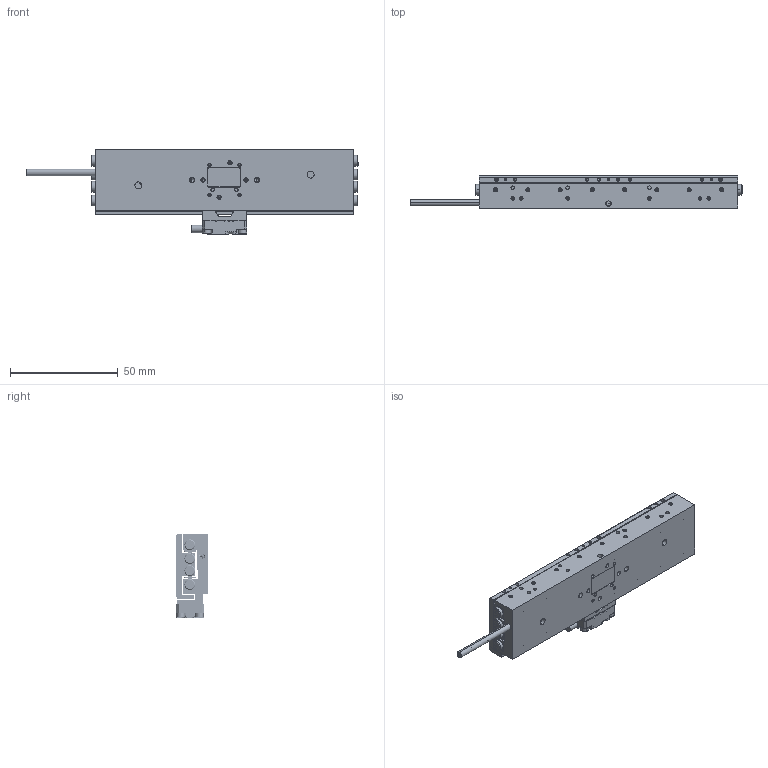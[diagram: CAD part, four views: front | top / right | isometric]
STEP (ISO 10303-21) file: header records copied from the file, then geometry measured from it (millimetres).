
FILE_DESCRIPTION (( 'STEP AP214' ), '1' );
FILE_NAME ('PPS-28-142X0.STEP', '2023-08-07T21:15:56', ( '' ), ( '' ), 'SwSTEP 2.0', 'SolidWorks 2023', '' );
FILE_SCHEMA (( 'AUTOMOTIVE_DESIGN' ));
Length unit declared in the file: millimetre
Products named in the file (19): PPS-28-142X0; NB Slide Way SVW 2000 Cage_SVW 2120-21Z; 431420 PPS-20, Encoder Bracket, Renishaw Atom, RKLF, Tape Scale; 430438 PPS 28, Back Cover, NJ8x13; PPS-20, Scale Bracket, Renishaw Atom, RCLC, RKLF, Master Part_120mm; SCREW, MS-PPH, M-JCIS_M1.6 x 0.35 x 4mm; NB Slide Way SVW 2000 Center Way_SVW 2120; Cooner Black Cable_First Instance; Dowel Pin, M-DIN_M01 x 004; 110212 Encoder Head, Renishaw Atom, Atmospheric_Demo; 130161 Bearing, NB, Slide Way, SVW 2000_SVW 2120-21Z (Rigid at Center); NB Slide Way SVW 2000 Rail_SVW 2120; SCREW, SHCS-F, M-DIN_M3 x 0.5 x 06mm; Screw, SHCS-S, M-DIN._M1.6 x 0.35 x 06mm; SCREW, MS-PPH, M-JCIS_M2.5 x 0.45 x 6mm; PPS-28, Base, Master Part_L120mm, 2 Motors, No Ears ; SCREW, SHCS-S, M-DIN_M2 x 0.4 x 06mm; Set Screw, Cup-H, E-ASME_E1-72 x 1''16; PPS-28, Carriage, Master Part_120
Assembly tree (56 placements, depth 3):
  PPS-28-142X0
    PPS-28, Base, Master Part_L120mm, 2 Motors, No Ears 
    430438 PPS 28, Back Cover, NJ8x13
    Cooner Black Cable_First Instance
    PPS-28, Carriage, Master Part_120
    SCREW, SHCS-F, M-DIN_M3 x 0.5 x 06mm  x8
    130161 Bearing, NB, Slide Way, SVW 2000_SVW 2120-21Z (Rigid at Center)
      NB Slide Way SVW 2000 Rail_SVW 2120  x2
      NB Slide Way SVW 2000 Center Way_SVW 2120
      NB Slide Way SVW 2000 Cage_SVW 2120-21Z  x2
    SCREW, MS-PPH, M-JCIS_M2.5 x 0.45 x 6mm  x16
    Set Screw, Cup-H, E-ASME_E1-72 x 1''16  x8
    110212 Encoder Head, Renishaw Atom, Atmospheric_Demo
    431420 PPS-20, Encoder Bracket, Renishaw Atom, RKLF, Tape Scale
    PPS-20, Scale Bracket, Renishaw Atom, RCLC, RKLF, Master Part_120mm
    Dowel Pin, M-DIN_M01 x 004  x2
    Screw, SHCS-S, M-DIN._M1.6 x 0.35 x 06mm  x2
    SCREW, MS-PPH, M-JCIS_M1.6 x 0.35 x 4mm  x4
    SCREW, SHCS-S, M-DIN_M2 x 0.4 x 06mm  x3
Bounding box: 154.2 x 15 x 39.15 mm (x, y, z)
Volume: 47464.6 mm3; surface area: 48008.4 mm2
Topology: 68 solids, 68 shells, 2846 faces, 6951 edges, 4265 vertices
Faces by surface type: plane 1157, cylinder 971, cone 496, torus 160, bspline 62
Entity records: 94736 total; most frequent: CARTESIAN_POINT 56809, DIRECTION 7888, ORIENTED_EDGE 7522, EDGE_CURVE 3761, AXIS2_PLACEMENT_3D 2922, VERTEX_POINT 2425, VECTOR 2044, LINE 2044
